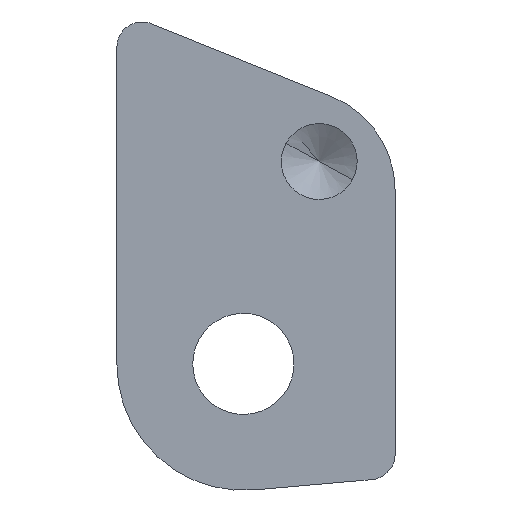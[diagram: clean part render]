
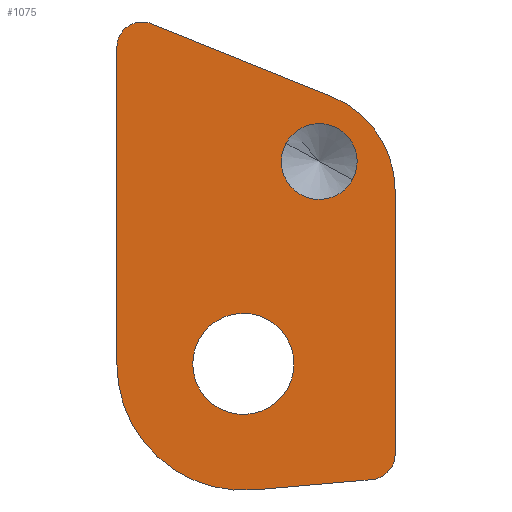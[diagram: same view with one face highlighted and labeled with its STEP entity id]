
A CAD part, front view. The second image highlights one B-rep face of the part: STEP entity #1075.
In plain terms, the highlighted planar face has unit normal (0, -1, 0).
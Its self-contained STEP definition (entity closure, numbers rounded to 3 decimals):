
#132=CARTESIAN_POINT('Axis2P3D Location',(8.,-36.,3.)) ;
#136=CARTESIAN_POINT('Vertex',(9.316,-36.,2.281)) ;
#138=CARTESIAN_POINT('Vertex',(6.684,-36.,3.719)) ;
#158=CARTESIAN_POINT('Axis2P3D Location',(8.,-36.,3.)) ;
#235=CARTESIAN_POINT('Vertex',(5.436,-36.,-9.981)) ;
#238=CARTESIAN_POINT('Axis2P3D Location',(5.,-36.,-5.)) ;
#242=CARTESIAN_POINT('Vertex',(0.,-36.,-5.)) ;
#282=CARTESIAN_POINT('Vertex',(6.755,-36.,-5.959)) ;
#285=CARTESIAN_POINT('Axis2P3D Location',(5.,-36.,-5.)) ;
#289=CARTESIAN_POINT('Vertex',(3.245,-36.,-4.041)) ;
#344=CARTESIAN_POINT('Axis2P3D Location',(5.,-36.,-5.)) ;
#592=CARTESIAN_POINT('Axis2P3D Location',(1.,-36.,7.517)) ;
#596=CARTESIAN_POINT('Vertex',(0.,-36.,7.517)) ;
#598=CARTESIAN_POINT('Vertex',(1.375,-36.,8.445)) ;
#632=CARTESIAN_POINT('Line Origine',(7.761,-36.,-9.778)) ;
#636=CARTESIAN_POINT('Vertex',(10.087,-36.,-9.574)) ;
#698=CARTESIAN_POINT('Axis2P3D Location',(10.,-36.,-8.578)) ;
#702=CARTESIAN_POINT('Vertex',(11.,-36.,-8.578)) ;
#1016=CARTESIAN_POINT('Line Origine',(4.937,-36.,7.006)) ;
#1020=CARTESIAN_POINT('Vertex',(8.498,-36.,5.566)) ;
#1035=CARTESIAN_POINT('Axis2P3D Location',(0.,-36.,0.)) ;
#1040=CARTESIAN_POINT('Line Origine',(0.,-36.,1.259)) ;
#1045=CARTESIAN_POINT('Line Origine',(11.,-36.,-3.36)) ;
#1049=CARTESIAN_POINT('Vertex',(11.,-36.,1.858)) ;
#1052=CARTESIAN_POINT('Axis2P3D Location',(7.,-36.,1.858)) ;
#133=DIRECTION('Axis2P3D Direction',(0.,1.,0.)) ;
#159=DIRECTION('Axis2P3D Direction',(0.,1.,0.)) ;
#239=DIRECTION('Axis2P3D Direction',(0.,-1.,0.)) ;
#286=DIRECTION('Axis2P3D Direction',(0.,1.,0.)) ;
#345=DIRECTION('Axis2P3D Direction',(0.,1.,0.)) ;
#593=DIRECTION('Axis2P3D Direction',(0.,-1.,0.)) ;
#633=DIRECTION('Vector Direction',(0.996,0.,0.087)) ;
#699=DIRECTION('Axis2P3D Direction',(0.,-1.,0.)) ;
#1017=DIRECTION('Vector Direction',(-0.927,0.,0.375)) ;
#1036=DIRECTION('Axis2P3D Direction',(0.,-1.,0.)) ;
#1037=DIRECTION('Axis2P3D XDirection',(1.,0.,0.)) ;
#1041=DIRECTION('Vector Direction',(0.,0.,-1.)) ;
#1046=DIRECTION('Vector Direction',(0.,0.,1.)) ;
#1053=DIRECTION('Axis2P3D Direction',(0.,-1.,0.)) ;
#134=AXIS2_PLACEMENT_3D('Circle Axis2P3D',#132,#133,$) ;
#160=AXIS2_PLACEMENT_3D('Circle Axis2P3D',#158,#159,$) ;
#240=AXIS2_PLACEMENT_3D('Circle Axis2P3D',#238,#239,$) ;
#287=AXIS2_PLACEMENT_3D('Circle Axis2P3D',#285,#286,$) ;
#346=AXIS2_PLACEMENT_3D('Circle Axis2P3D',#344,#345,$) ;
#594=AXIS2_PLACEMENT_3D('Circle Axis2P3D',#592,#593,$) ;
#700=AXIS2_PLACEMENT_3D('Circle Axis2P3D',#698,#699,$) ;
#1038=AXIS2_PLACEMENT_3D('Plane Axis2P3D',#1035,#1036,#1037) ;
#1054=AXIS2_PLACEMENT_3D('Circle Axis2P3D',#1052,#1053,$) ;
#1058=ORIENTED_EDGE('',*,*,#1022,.T.) ;
#1059=ORIENTED_EDGE('',*,*,#600,.F.) ;
#1060=ORIENTED_EDGE('',*,*,#1044,.T.) ;
#1061=ORIENTED_EDGE('',*,*,#244,.T.) ;
#1062=ORIENTED_EDGE('',*,*,#638,.T.) ;
#1063=ORIENTED_EDGE('',*,*,#704,.F.) ;
#1064=ORIENTED_EDGE('',*,*,#1051,.T.) ;
#1065=ORIENTED_EDGE('',*,*,#1056,.F.) ;
#1068=ORIENTED_EDGE('',*,*,#162,.F.) ;
#1069=ORIENTED_EDGE('',*,*,#140,.F.) ;
#1072=ORIENTED_EDGE('',*,*,#348,.F.) ;
#1073=ORIENTED_EDGE('',*,*,#291,.F.) ;
#1070=FACE_BOUND('',#1067,.T.) ;
#1074=FACE_BOUND('',#1071,.T.) ;
#634=VECTOR('Line Direction',#633,1.) ;
#1018=VECTOR('Line Direction',#1017,1.) ;
#1042=VECTOR('Line Direction',#1041,1.) ;
#1047=VECTOR('Line Direction',#1046,1.) ;
#1075=ADVANCED_FACE('',(#1066,#1070,#1074),#1039,.T.) ;
#135=CIRCLE('generated circle',#134,1.5) ;
#161=CIRCLE('generated circle',#160,1.5) ;
#241=CIRCLE('generated circle',#240,5.) ;
#288=CIRCLE('generated circle',#287,2.) ;
#347=CIRCLE('generated circle',#346,2.) ;
#595=CIRCLE('generated circle',#594,1.) ;
#701=CIRCLE('generated circle',#700,1.) ;
#1055=CIRCLE('generated circle',#1054,4.) ;
#140=EDGE_CURVE('',#137,#139,#135,.F.) ;
#162=EDGE_CURVE('',#139,#137,#161,.F.) ;
#244=EDGE_CURVE('',#243,#236,#241,.T.) ;
#291=EDGE_CURVE('',#283,#290,#288,.F.) ;
#348=EDGE_CURVE('',#290,#283,#347,.F.) ;
#600=EDGE_CURVE('',#597,#599,#595,.F.) ;
#638=EDGE_CURVE('',#236,#637,#635,.T.) ;
#704=EDGE_CURVE('',#703,#637,#701,.F.) ;
#1022=EDGE_CURVE('',#1021,#599,#1019,.T.) ;
#1044=EDGE_CURVE('',#597,#243,#1043,.T.) ;
#1051=EDGE_CURVE('',#703,#1050,#1048,.T.) ;
#1056=EDGE_CURVE('',#1021,#1050,#1055,.F.) ;
#1057=EDGE_LOOP('',(#1058,#1059,#1060,#1061,#1062,#1063,#1064,#1065)) ;
#1067=EDGE_LOOP('',(#1068,#1069)) ;
#1071=EDGE_LOOP('',(#1072,#1073)) ;
#1066=FACE_OUTER_BOUND('',#1057,.T.) ;
#635=LINE('Line',#632,#634) ;
#1019=LINE('Line',#1016,#1018) ;
#1043=LINE('Line',#1040,#1042) ;
#1048=LINE('Line',#1045,#1047) ;
#1039=PLANE('Plane',#1038) ;
#137=VERTEX_POINT('',#136) ;
#139=VERTEX_POINT('',#138) ;
#236=VERTEX_POINT('',#235) ;
#243=VERTEX_POINT('',#242) ;
#283=VERTEX_POINT('',#282) ;
#290=VERTEX_POINT('',#289) ;
#597=VERTEX_POINT('',#596) ;
#599=VERTEX_POINT('',#598) ;
#637=VERTEX_POINT('',#636) ;
#703=VERTEX_POINT('',#702) ;
#1021=VERTEX_POINT('',#1020) ;
#1050=VERTEX_POINT('',#1049) ;
